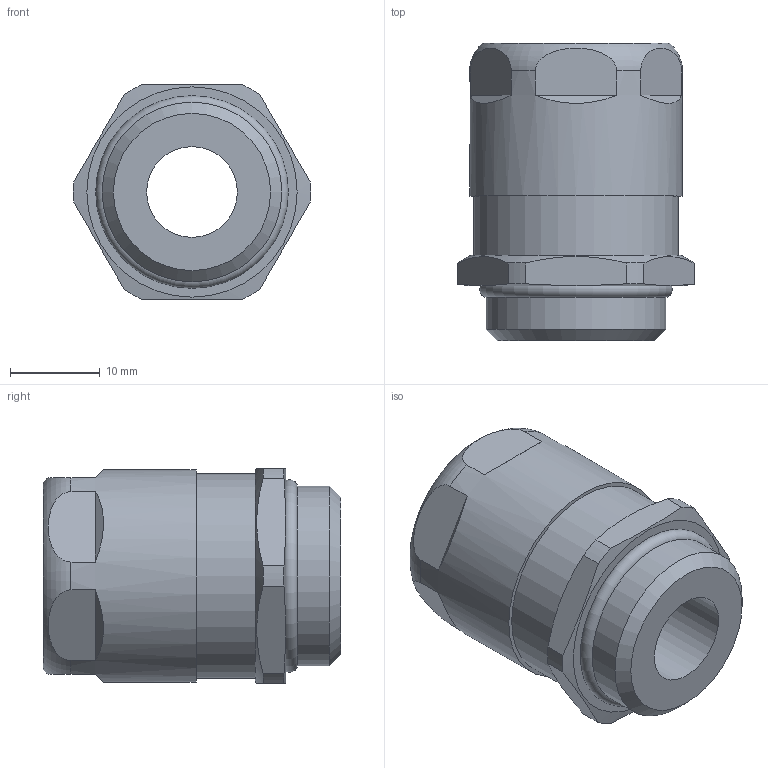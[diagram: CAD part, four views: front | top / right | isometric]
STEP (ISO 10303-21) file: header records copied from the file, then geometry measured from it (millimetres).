
FILE_DESCRIPTION(/* description */ ('STEP AP214'),/* implementation_level */ '2;1');
FILE_NAME(/* name */ '1751200050.stp',/* time_stamp */ '2022-06-08T11:07:17+02:00',/* author */ ('sl'),/* organization */ (''),/* preprocessor_version */ 'ST-DEVELOPER v16.5',/* originating_system */ 'Autodesk Inventor 2017',/* authorisation */ '');
FILE_SCHEMA (('AUTOMOTIVE_DESIGN { 1 0 10303 214 3 1 1 }'));
Length unit declared in the file: millimetre
Products named in the file (1): 1751200050
Bounding box: 26.39 x 33.1 x 23.9 mm (x, y, z)
Volume: 10441.3 mm3; surface area: 4161.8 mm2
Topology: 1 solids, 1 shells, 41 faces, 101 edges, 66 vertices
Faces by surface type: plane 24, cylinder 11, torus 3, cone 3
Full cylindrical faces by diameter (mm): 10.1 x1, 14.25 x1, 20 x1, 22.8 x1, 23.7 x1
Entity records: 1265 total; most frequent: CARTESIAN_POINT 324, DIRECTION 192, ORIENTED_EDGE 174, EDGE_CURVE 87, AXIS2_PLACEMENT_3D 81, VERTEX_POINT 63, EDGE_LOOP 58, FACE_OUTER_BOUND 41
